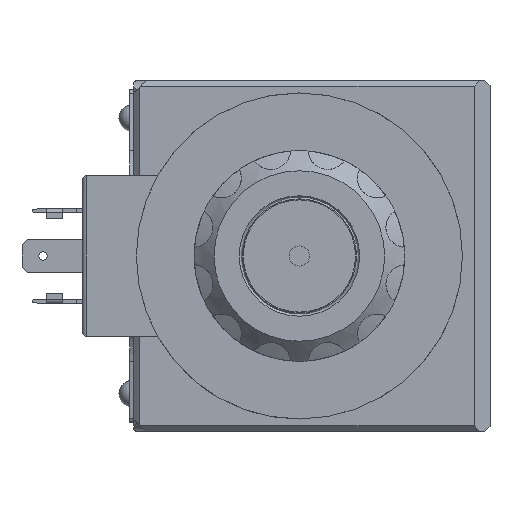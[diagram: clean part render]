
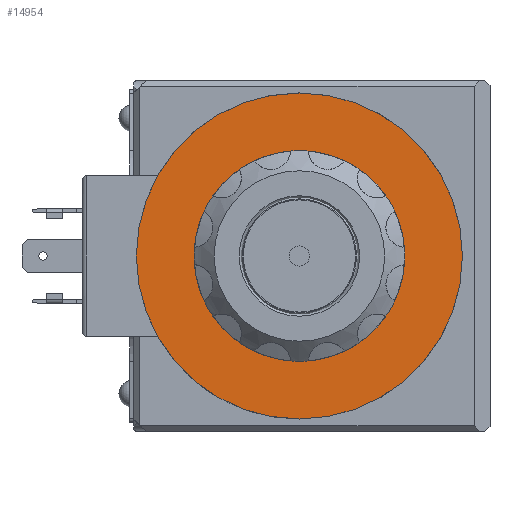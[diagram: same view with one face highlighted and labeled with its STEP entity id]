
A CAD part, left-side view. The second image highlights one B-rep face of the part: STEP entity #14954.
In plain terms, the highlighted planar face has unit normal (-1, 0, 0).
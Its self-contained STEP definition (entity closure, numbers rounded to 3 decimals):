
#507=CIRCLE('',#15846,32.5);
#508=CIRCLE('',#15847,15.65);
#1929=ORIENTED_EDGE('',*,*,#4480,.F.);
#1930=ORIENTED_EDGE('',*,*,#4481,.T.);
#4480=EDGE_CURVE('',#5879,#5879,#507,.T.);
#4481=EDGE_CURVE('',#5880,#5880,#508,.T.);
#5879=VERTEX_POINT('',#21174);
#5880=VERTEX_POINT('',#21176);
#9449=EDGE_LOOP('',(#1929));
#9450=EDGE_LOOP('',(#1930));
#10232=FACE_BOUND('',#9449,.T.);
#10233=FACE_BOUND('',#9450,.T.);
#10769=PLANE('',#15845);
#14954=ADVANCED_FACE('',(#10232,#10233),#10769,.F.);
#15845=AXIS2_PLACEMENT_3D('',#21172,#17754,#17755);
#15846=AXIS2_PLACEMENT_3D('',#21173,#17756,#17757);
#15847=AXIS2_PLACEMENT_3D('',#21175,#17758,#17759);
#17754=DIRECTION('',(1.,0.,0.));
#17755=DIRECTION('',(0.,0.,-1.));
#17756=DIRECTION('',(1.,0.,0.));
#17757=DIRECTION('',(0.,0.,-1.));
#17758=DIRECTION('',(1.,0.,0.));
#17759=DIRECTION('',(0.,0.,-1.));
#21172=CARTESIAN_POINT('',(0.,0.,0.));
#21173=CARTESIAN_POINT('',(0.,0.,0.));
#21174=CARTESIAN_POINT('',(0.,0.,-32.5));
#21175=CARTESIAN_POINT('',(0.,0.,0.));
#21176=CARTESIAN_POINT('',(0.,0.,-15.65));
